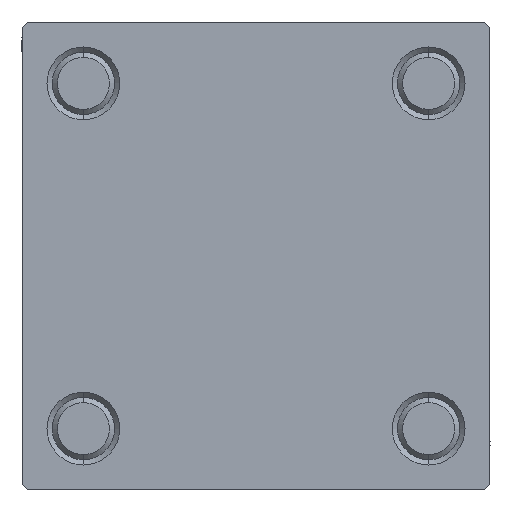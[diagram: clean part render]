
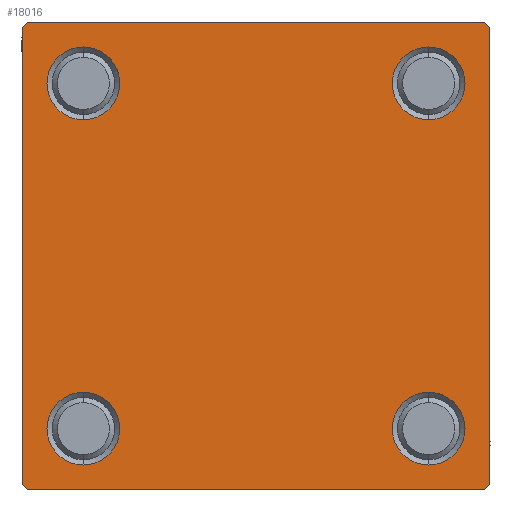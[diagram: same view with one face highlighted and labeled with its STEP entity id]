
A CAD part, left-side view. The second image highlights one B-rep face of the part: STEP entity #18016.
In plain terms, the highlighted planar face has unit normal (-1, 0, 0).
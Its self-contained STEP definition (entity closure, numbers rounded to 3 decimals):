
#317 = VERTEX_POINT ( 'NONE', #46054 ) ;
#683 = DIRECTION ( 'NONE',  ( 0., -1., 0. ) ) ;
#711 = EDGE_CURVE ( 'NONE', #33613, #35620, #19977, .T. ) ;
#1036 = CARTESIAN_POINT ( 'NONE',  ( 0., -22.25, 22.25 ) ) ;
#1178 = ORIENTED_EDGE ( 'NONE', *, *, #24752, .T. ) ;
#1777 = DIRECTION ( 'NONE',  ( 0., 0.707, -0.707 ) ) ;
#2110 = CARTESIAN_POINT ( 'NONE',  ( 0., 22.25, -22.25 ) ) ;
#2171 = DIRECTION ( 'NONE',  ( 0., 0., 1. ) ) ;
#2731 = FACE_BOUND ( 'NONE', #2819, .T. ) ;
#2819 = EDGE_LOOP ( 'NONE', ( #45895, #24989 ) ) ;
#2928 = DIRECTION ( 'NONE',  ( 0., 0., -1. ) ) ;
#3435 = CARTESIAN_POINT ( 'NONE',  ( 0., 22., -22.5 ) ) ;
#4008 = EDGE_CURVE ( 'NONE', #30893, #317, #37205, .T. ) ;
#4274 = ORIENTED_EDGE ( 'NONE', *, *, #22395, .T. ) ;
#4435 = CARTESIAN_POINT ( 'NONE',  ( 0., 22., 22.5 ) ) ;
#4582 = CIRCLE ( 'NONE', #32773, 3.5 ) ;
#4766 = DIRECTION ( 'NONE',  ( 1., 0., 0. ) ) ;
#5163 = CIRCLE ( 'NONE', #27700, 3.5 ) ;
#5570 = LINE ( 'NONE', #47425, #41328 ) ;
#5786 = CARTESIAN_POINT ( 'NONE',  ( 0., 0., 0. ) ) ;
#5951 = CARTESIAN_POINT ( 'NONE',  ( 0., 16.6, 16.6 ) ) ;
#6090 = VERTEX_POINT ( 'NONE', #28068 ) ;
#7604 = DIRECTION ( 'NONE',  ( 0., 0., 1. ) ) ;
#8012 = VERTEX_POINT ( 'NONE', #23037 ) ;
#8635 = ORIENTED_EDGE ( 'NONE', *, *, #41440, .F. ) ;
#8732 = CARTESIAN_POINT ( 'NONE',  ( 0., -22., 22.5 ) ) ;
#8818 = VERTEX_POINT ( 'NONE', #3435 ) ;
#8859 = VERTEX_POINT ( 'NONE', #4435 ) ;
#9041 = DIRECTION ( 'NONE',  ( 0., 0., 1. ) ) ;
#9191 = EDGE_CURVE ( 'NONE', #8859, #6090, #5570, .T. ) ;
#9209 = ORIENTED_EDGE ( 'NONE', *, *, #4008, .T. ) ;
#10061 = AXIS2_PLACEMENT_3D ( 'NONE', #20152, #4766, #9041 ) ;
#10992 = DIRECTION ( 'NONE',  ( 0., 0., 1. ) ) ;
#11367 = VECTOR ( 'NONE', #20971, 1000. ) ;
#11802 = VECTOR ( 'NONE', #48260, 1000. ) ;
#12374 = EDGE_LOOP ( 'NONE', ( #45972, #39458 ) ) ;
#12899 = ORIENTED_EDGE ( 'NONE', *, *, #14428, .T. ) ;
#13417 = EDGE_LOOP ( 'NONE', ( #25334, #35177, #4274, #9209, #26973, #46648, #8635, #31565 ) ) ;
#13487 = AXIS2_PLACEMENT_3D ( 'NONE', #22483, #42138, #7604 ) ;
#13610 = AXIS2_PLACEMENT_3D ( 'NONE', #28533, #40128, #43909 ) ;
#14349 = AXIS2_PLACEMENT_3D ( 'NONE', #14498, #14742, #30113 ) ;
#14422 = DIRECTION ( 'NONE',  ( 1., 0., 0. ) ) ;
#14428 = EDGE_CURVE ( 'NONE', #15539, #19113, #36665, .T. ) ;
#14498 = CARTESIAN_POINT ( 'NONE',  ( 0., -16.6, -16.6 ) ) ;
#14742 = DIRECTION ( 'NONE',  ( 1., 0., 0. ) ) ;
#14903 = LINE ( 'NONE', #34056, #37674 ) ;
#15539 = VERTEX_POINT ( 'NONE', #38498 ) ;
#15913 = AXIS2_PLACEMENT_3D ( 'NONE', #48960, #14422, #20196 ) ;
#17281 = EDGE_CURVE ( 'NONE', #8012, #8818, #18247, .T. ) ;
#18016 = ADVANCED_FACE ( 'NONE', ( #2731, #20933, #44113, #40325, #18138 ), #36792, .T. ) ;
#18138 = FACE_OUTER_BOUND ( 'NONE', #13417, .T. ) ;
#18247 = LINE ( 'NONE', #2110, #11802 ) ;
#19113 = VERTEX_POINT ( 'NONE', #49539 ) ;
#19701 = VERTEX_POINT ( 'NONE', #21164 ) ;
#19977 = LINE ( 'NONE', #1036, #11367 ) ;
#20152 = CARTESIAN_POINT ( 'NONE',  ( 0., -16.6, -16.6 ) ) ;
#20196 = DIRECTION ( 'NONE',  ( 0., 0., 1. ) ) ;
#20933 = FACE_BOUND ( 'NONE', #34640, .T. ) ;
#20971 = DIRECTION ( 'NONE',  ( 0., 0.707, 0.707 ) ) ;
#21164 = CARTESIAN_POINT ( 'NONE',  ( 0., -16.6, -13.1 ) ) ;
#21347 = DIRECTION ( 'NONE',  ( 0., -0.707, 0.707 ) ) ;
#21443 = CARTESIAN_POINT ( 'NONE',  ( 0., -16.6, -20.1 ) ) ;
#21931 = CARTESIAN_POINT ( 'NONE',  ( 0., -22.5, 22. ) ) ;
#22152 = AXIS2_PLACEMENT_3D ( 'NONE', #47418, #28507, #43881 ) ;
#22395 = EDGE_CURVE ( 'NONE', #8818, #30893, #45658, .T. ) ;
#22440 = EDGE_CURVE ( 'NONE', #19113, #15539, #27164, .T. ) ;
#22483 = CARTESIAN_POINT ( 'NONE',  ( 0., 16.6, 16.6 ) ) ;
#22724 = CARTESIAN_POINT ( 'NONE',  ( 0., 22.5, -22.5 ) ) ;
#23037 = CARTESIAN_POINT ( 'NONE',  ( 0., 22.5, -22. ) ) ;
#24752 = EDGE_CURVE ( 'NONE', #19701, #34994, #36081, .T. ) ;
#24989 = ORIENTED_EDGE ( 'NONE', *, *, #26678, .T. ) ;
#25334 = ORIENTED_EDGE ( 'NONE', *, *, #46586, .T. ) ;
#26086 = CARTESIAN_POINT ( 'NONE',  ( 0., 16.6, 20.1 ) ) ;
#26678 = EDGE_CURVE ( 'NONE', #29986, #31587, #35333, .T. ) ;
#26970 = CIRCLE ( 'NONE', #10061, 3.5 ) ;
#26973 = ORIENTED_EDGE ( 'NONE', *, *, #45787, .F. ) ;
#27164 = CIRCLE ( 'NONE', #15913, 3.5 ) ;
#27700 = AXIS2_PLACEMENT_3D ( 'NONE', #5951, #33421, #2171 ) ;
#28068 = CARTESIAN_POINT ( 'NONE',  ( 0., 22.5, 22. ) ) ;
#28507 = DIRECTION ( 'NONE',  ( 1., 0., 0. ) ) ;
#28533 = CARTESIAN_POINT ( 'NONE',  ( 0., -16.6, 16.6 ) ) ;
#29516 = VECTOR ( 'NONE', #683, 1000. ) ;
#29986 = VERTEX_POINT ( 'NONE', #47865 ) ;
#30113 = DIRECTION ( 'NONE',  ( 0., 0., 1. ) ) ;
#30190 = CARTESIAN_POINT ( 'NONE',  ( 0., -22., -22.5 ) ) ;
#30893 = VERTEX_POINT ( 'NONE', #30190 ) ;
#31054 = EDGE_CURVE ( 'NONE', #43916, #36098, #5163, .T. ) ;
#31565 = ORIENTED_EDGE ( 'NONE', *, *, #9191, .T. ) ;
#31587 = VERTEX_POINT ( 'NONE', #31807 ) ;
#31807 = CARTESIAN_POINT ( 'NONE',  ( 0., -16.6, 20.1 ) ) ;
#32321 = ORIENTED_EDGE ( 'NONE', *, *, #22440, .T. ) ;
#32773 = AXIS2_PLACEMENT_3D ( 'NONE', #34692, #34443, #10992 ) ;
#33421 = DIRECTION ( 'NONE',  ( 1., 0., 0. ) ) ;
#33613 = VERTEX_POINT ( 'NONE', #21931 ) ;
#33673 = CARTESIAN_POINT ( 'NONE',  ( 0., -22.25, -22.25 ) ) ;
#33784 = EDGE_CURVE ( 'NONE', #34994, #19701, #26970, .T. ) ;
#34017 = CARTESIAN_POINT ( 'NONE',  ( 0., 16.6, 13.1 ) ) ;
#34056 = CARTESIAN_POINT ( 'NONE',  ( 0., -22.5, 22.5 ) ) ;
#34190 = LINE ( 'NONE', #45284, #44174 ) ;
#34305 = DIRECTION ( 'NONE',  ( 0., 0., -1. ) ) ;
#34412 = CIRCLE ( 'NONE', #13487, 3.5 ) ;
#34443 = DIRECTION ( 'NONE',  ( 1., 0., 0. ) ) ;
#34640 = EDGE_LOOP ( 'NONE', ( #1178, #46223 ) ) ;
#34692 = CARTESIAN_POINT ( 'NONE',  ( 0., -16.6, 16.6 ) ) ;
#34994 = VERTEX_POINT ( 'NONE', #21443 ) ;
#35177 = ORIENTED_EDGE ( 'NONE', *, *, #17281, .T. ) ;
#35238 = CARTESIAN_POINT ( 'NONE',  ( 0., 22.5, 22.5 ) ) ;
#35333 = CIRCLE ( 'NONE', #13610, 3.5 ) ;
#35484 = LINE ( 'NONE', #35238, #29516 ) ;
#35620 = VERTEX_POINT ( 'NONE', #8732 ) ;
#36081 = CIRCLE ( 'NONE', #14349, 3.5 ) ;
#36098 = VERTEX_POINT ( 'NONE', #34017 ) ;
#36299 = DIRECTION ( 'NONE',  ( -1., 0., 0. ) ) ;
#36545 = DIRECTION ( 'NONE',  ( 0., 0., 1. ) ) ;
#36665 = CIRCLE ( 'NONE', #22152, 3.5 ) ;
#36792 = PLANE ( 'NONE',  #43253 ) ;
#37205 = LINE ( 'NONE', #33673, #47724 ) ;
#37612 = VECTOR ( 'NONE', #38100, 1000. ) ;
#37674 = VECTOR ( 'NONE', #34305, 1000. ) ;
#38100 = DIRECTION ( 'NONE',  ( 0., -1., 0. ) ) ;
#38314 = EDGE_CURVE ( 'NONE', #31587, #29986, #4582, .T. ) ;
#38498 = CARTESIAN_POINT ( 'NONE',  ( 0., 16.6, -13.1 ) ) ;
#39458 = ORIENTED_EDGE ( 'NONE', *, *, #44148, .T. ) ;
#40128 = DIRECTION ( 'NONE',  ( 1., 0., 0. ) ) ;
#40325 = FACE_BOUND ( 'NONE', #12374, .T. ) ;
#41328 = VECTOR ( 'NONE', #1777, 1000. ) ;
#41440 = EDGE_CURVE ( 'NONE', #8859, #35620, #35484, .T. ) ;
#42138 = DIRECTION ( 'NONE',  ( 1., 0., 0. ) ) ;
#43253 = AXIS2_PLACEMENT_3D ( 'NONE', #5786, #36299, #36545 ) ;
#43881 = DIRECTION ( 'NONE',  ( 0., 0., 1. ) ) ;
#43909 = DIRECTION ( 'NONE',  ( 0., 0., 1. ) ) ;
#43916 = VERTEX_POINT ( 'NONE', #26086 ) ;
#44113 = FACE_BOUND ( 'NONE', #46782, .T. ) ;
#44148 = EDGE_CURVE ( 'NONE', #36098, #43916, #34412, .T. ) ;
#44174 = VECTOR ( 'NONE', #2928, 1000. ) ;
#45284 = CARTESIAN_POINT ( 'NONE',  ( 0., 22.5, 22.5 ) ) ;
#45658 = LINE ( 'NONE', #22724, #37612 ) ;
#45787 = EDGE_CURVE ( 'NONE', #33613, #317, #14903, .T. ) ;
#45895 = ORIENTED_EDGE ( 'NONE', *, *, #38314, .T. ) ;
#45972 = ORIENTED_EDGE ( 'NONE', *, *, #31054, .T. ) ;
#46054 = CARTESIAN_POINT ( 'NONE',  ( 0., -22.5, -22. ) ) ;
#46223 = ORIENTED_EDGE ( 'NONE', *, *, #33784, .T. ) ;
#46586 = EDGE_CURVE ( 'NONE', #6090, #8012, #34190, .T. ) ;
#46648 = ORIENTED_EDGE ( 'NONE', *, *, #711, .T. ) ;
#46782 = EDGE_LOOP ( 'NONE', ( #12899, #32321 ) ) ;
#47418 = CARTESIAN_POINT ( 'NONE',  ( 0., 16.6, -16.6 ) ) ;
#47425 = CARTESIAN_POINT ( 'NONE',  ( 0., 22.25, 22.25 ) ) ;
#47724 = VECTOR ( 'NONE', #21347, 1000. ) ;
#47865 = CARTESIAN_POINT ( 'NONE',  ( 0., -16.6, 13.1 ) ) ;
#48260 = DIRECTION ( 'NONE',  ( 0., -0.707, -0.707 ) ) ;
#48960 = CARTESIAN_POINT ( 'NONE',  ( 0., 16.6, -16.6 ) ) ;
#49539 = CARTESIAN_POINT ( 'NONE',  ( 0., 16.6, -20.1 ) ) ;
